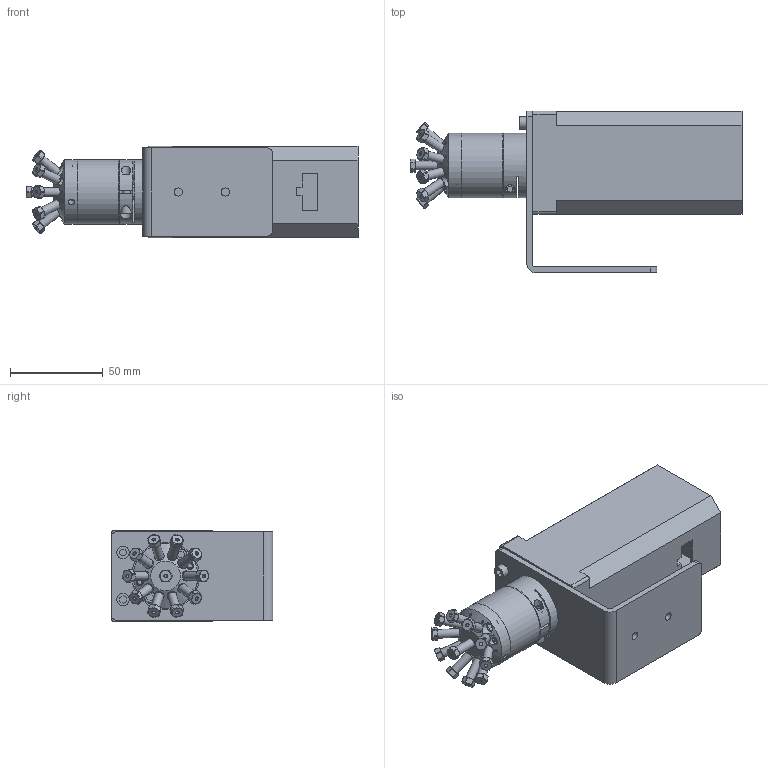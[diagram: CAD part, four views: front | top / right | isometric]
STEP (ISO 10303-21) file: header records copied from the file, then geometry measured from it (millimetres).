
FILE_DESCRIPTION((''),'2;1');
FILE_NAME('312321-C5FH-1005EMT 5 pos 11 port valve with micro electric actuator.stp','2013-08-14T14:03:53',('Franzp'),(''),'Autodesk Inventor 2013','Autodesk Inventor 2013','');
FILE_SCHEMA(('AUTOMOTIVE_DESIGN { 1 0 10303 214 1 1 1 1 }'));
Length unit declared in the file: millimetre
Products named in the file (1): 312321_Shrinkwrap_1
Bounding box: 178.9 x 87.12 x 49.17 mm (x, y, z)
Surface area: 69819.9 mm2 (no closed solid volume)
Topology: 0 solids, 44 shells, 276 faces, 1123 edges, 834 vertices
Faces by surface type: plane 176, cylinder 73, cone 27
Full cylindrical faces by diameter (mm): 1.71 x11, 3.175 x1, 3.22 x2, 3.302 x1, 4.166 x1, 4.32 x2, 4.7 x11, 5.78 x1, 5.9 x2, 5.94 x1, 6.7 x2, 19.05 x1, 19.075 x1, 34.671 x1, 34.925 x2, 36.5 x1
Entity records: 12370 total; most frequent: CARTESIAN_POINT 3682, DIRECTION 1607, ORIENTED_EDGE 1449, EDGE_CURVE 1010, VERTEX_POINT 788, AXIS2_PLACEMENT_3D 617, EDGE_LOOP 438, VECTOR 373
